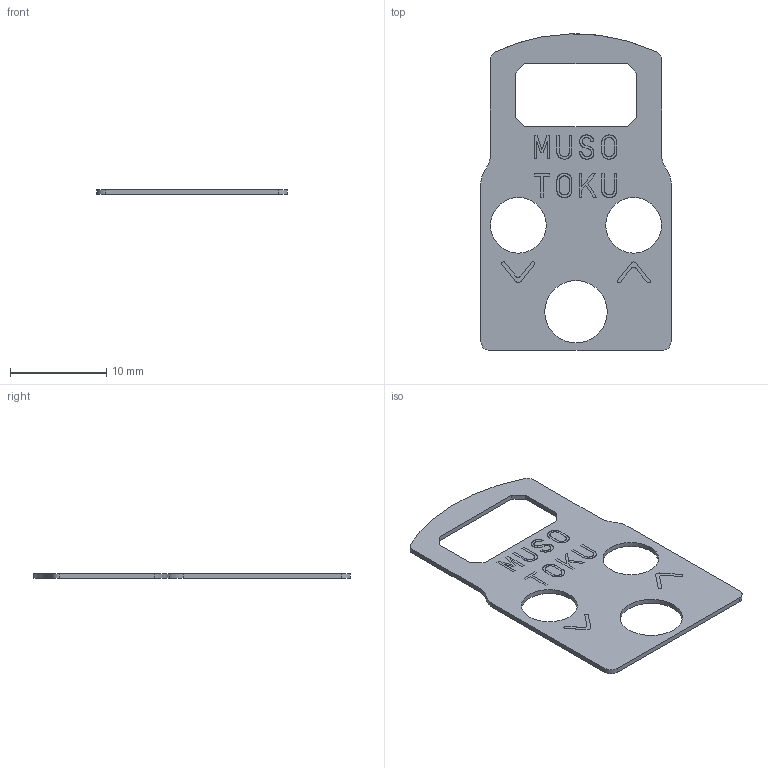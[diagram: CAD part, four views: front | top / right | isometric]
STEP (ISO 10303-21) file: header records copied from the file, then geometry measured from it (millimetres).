
FILE_DESCRIPTION(('HOOPS Exchange Step'),'2;1');
FILE_NAME('temp_export','2023-05-18T18:12:37+02:00',('mobile'),('Shapr3D Limited'),'HOOPS Exchange 2022.2','Shapr3D','Authorized');
FILE_SCHEMA( ('AUTOMOTIVE_DESIGN { 1 0 10303 214 1 1 1 1 }') );
Length unit declared in the file: millimetre
Products named in the file (2): overlay v5; root
Assembly tree (1 placements, depth 2):
  root
    overlay v5
Bounding box: 19.8 x 32.93 x 0.5 mm (x, y, z)
Volume: 221.8 mm3; surface area: 983.6 mm2
Topology: 1 solids, 1 shells, 1931 faces, 5751 edges, 3834 vertices
Faces by surface type: plane 1907, bspline 13, cylinder 11
Full cylindrical faces by diameter (mm): 5.8 x2, 6.5 x1
Entity records: 63713 total; most frequent: CARTESIAN_POINT 11836, ORIENTED_EDGE 11502, DIRECTION 9587, EDGE_CURVE 5751, VECTOR 5703, LINE 5703, VERTEX_POINT 3834, EDGE_LOOP 1951
